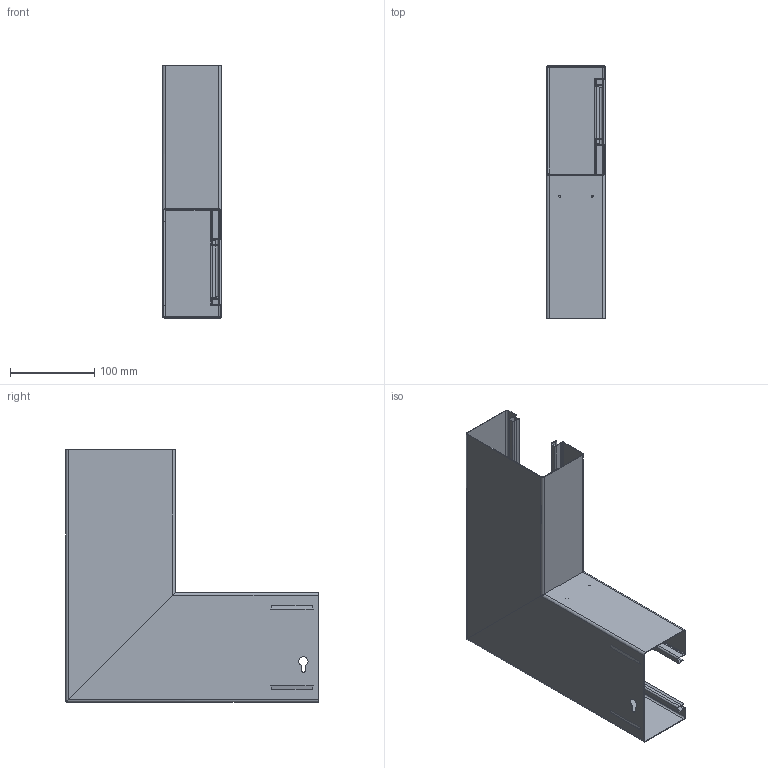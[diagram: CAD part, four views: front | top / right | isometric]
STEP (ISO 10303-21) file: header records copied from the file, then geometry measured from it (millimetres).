
FILE_DESCRIPTION (( 'STEP AP214' ), '1' );
FILE_NAME ('6277430.stp', '2016-05-30T06:13:51', ( '' ), ( '' ), 'SwSTEP 2.0', 'SolidWorks 2014', '' );
FILE_SCHEMA (( 'AUTOMOTIVE_DESIGN' ));
Length unit declared in the file: millimetre
Products named in the file (1): 6277430
Bounding box: 70 x 299.85 x 299.85 mm (x, y, z)
Volume: 174982.7 mm3; surface area: 352691.9 mm2
Topology: 1 solids, 1 shells, 317 faces, 703 edges, 394 vertices
Faces by surface type: plane 178, cylinder 87, bspline 44, cone 8
Entity records: 9330 total; most frequent: CARTESIAN_POINT 2768, ORIENTED_EDGE 1406, DIRECTION 1217, EDGE_CURVE 703, AXIS2_PLACEMENT_3D 408, VECTOR 401, LINE 401, VERTEX_POINT 394
